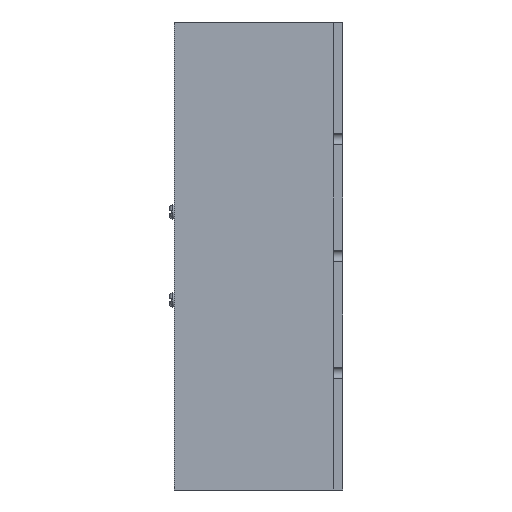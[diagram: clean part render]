
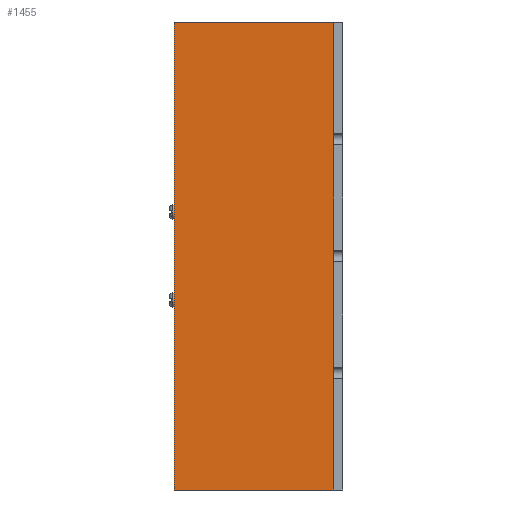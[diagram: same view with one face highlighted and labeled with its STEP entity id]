
A CAD part, left-side view. The second image highlights one B-rep face of the part: STEP entity #1455.
In plain terms, the highlighted planar face has unit normal (-1, 0, 0).
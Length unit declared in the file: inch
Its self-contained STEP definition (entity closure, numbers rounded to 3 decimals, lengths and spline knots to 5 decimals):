
#49 = ORIENTED_EDGE ( 'NONE', *, *, #5055, .T. ) ;
#169 = LINE ( 'NONE', #1850, #4760 ) ;
#247 = VERTEX_POINT ( 'NONE', #6563 ) ;
#541 = VECTOR ( 'NONE', #3491, 39.37008 ) ;
#686 = VERTEX_POINT ( 'NONE', #6401 ) ;
#701 = DIRECTION ( 'NONE',  ( 0., 0., 1. ) ) ;
#1447 = PLANE ( 'NONE',  #2404 ) ;
#1455 = ADVANCED_FACE ( 'NONE', ( #6236 ), #1447, .T. ) ;
#1534 = VERTEX_POINT ( 'NONE', #4533 ) ;
#1850 = CARTESIAN_POINT ( 'NONE',  ( 0.43431, 3.6, 0. ) ) ;
#1872 = LINE ( 'NONE', #2600, #541 ) ;
#2292 = ORIENTED_EDGE ( 'NONE', *, *, #2464, .F. ) ;
#2404 = AXIS2_PLACEMENT_3D ( 'NONE', #2978, #6297, #5851 ) ;
#2464 = EDGE_CURVE ( 'NONE', #1534, #686, #169, .T. ) ;
#2583 = DIRECTION ( 'NONE',  ( 0., -1., 0. ) ) ;
#2600 = CARTESIAN_POINT ( 'NONE',  ( 0.43431, 0.19685, 0. ) ) ;
#2653 = CARTESIAN_POINT ( 'NONE',  ( 0.43431, 0., 10. ) ) ;
#2978 = CARTESIAN_POINT ( 'NONE',  ( 0.43431, 0., 0. ) ) ;
#3491 = DIRECTION ( 'NONE',  ( 0., 0., 1. ) ) ;
#3786 = VECTOR ( 'NONE', #2583, 39.37008 ) ;
#3979 = ORIENTED_EDGE ( 'NONE', *, *, #6517, .T. ) ;
#4386 = CARTESIAN_POINT ( 'NONE',  ( 0.43431, 0., 0. ) ) ;
#4477 = LINE ( 'NONE', #2653, #5120 ) ;
#4533 = CARTESIAN_POINT ( 'NONE',  ( 0.43431, 3.6, 0. ) ) ;
#4558 = VERTEX_POINT ( 'NONE', #5701 ) ;
#4694 = DIRECTION ( 'NONE',  ( 0., -1., 0. ) ) ;
#4760 = VECTOR ( 'NONE', #701, 39.37008 ) ;
#5055 = EDGE_CURVE ( 'NONE', #4558, #247, #1872, .T. ) ;
#5106 = EDGE_LOOP ( 'NONE', ( #6187, #2292, #3979, #49 ) ) ;
#5120 = VECTOR ( 'NONE', #4694, 39.37008 ) ;
#5642 = EDGE_CURVE ( 'NONE', #686, #247, #4477, .T. ) ;
#5701 = CARTESIAN_POINT ( 'NONE',  ( 0.43431, 0.19685, 0. ) ) ;
#5851 = DIRECTION ( 'NONE',  ( 0., -1., 0. ) ) ;
#6187 = ORIENTED_EDGE ( 'NONE', *, *, #5642, .F. ) ;
#6236 = FACE_OUTER_BOUND ( 'NONE', #5106, .T. ) ;
#6297 = DIRECTION ( 'NONE',  ( -1., 0., 0. ) ) ;
#6401 = CARTESIAN_POINT ( 'NONE',  ( 0.43431, 3.6, 10. ) ) ;
#6478 = LINE ( 'NONE', #4386, #3786 ) ;
#6517 = EDGE_CURVE ( 'NONE', #1534, #4558, #6478, .T. ) ;
#6563 = CARTESIAN_POINT ( 'NONE',  ( 0.43431, 0.19685, 10. ) ) ;
